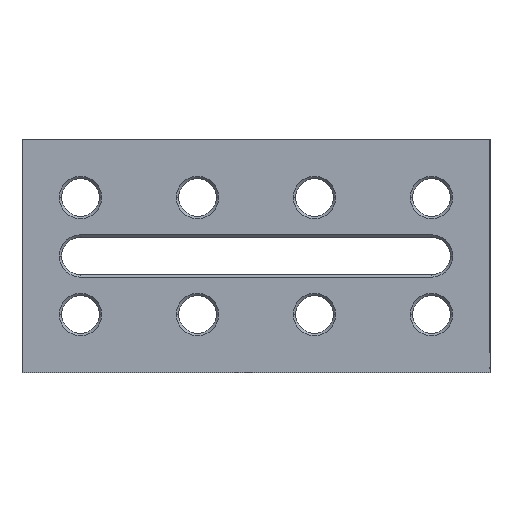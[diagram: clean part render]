
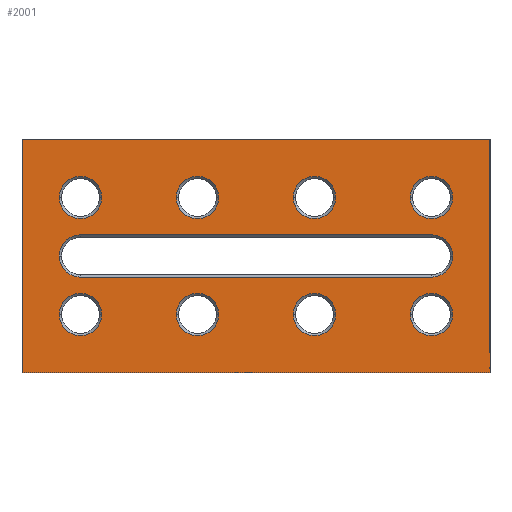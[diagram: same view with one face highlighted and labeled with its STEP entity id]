
A CAD part, left-side view. The second image highlights one B-rep face of the part: STEP entity #2001.
In plain terms, the highlighted planar face has unit normal (-1, 0, 0).
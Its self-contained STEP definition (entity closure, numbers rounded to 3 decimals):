
#2001=ADVANCED_FACE('',(#5581,#5582,#5583,#5584,#5585,#5586,#5587,#5588,#5589,#5590),#5591,.T.);
#5581=FACE_BOUND('',#11297,.T.);
#5582=FACE_BOUND('',#11298,.T.);
#5583=FACE_BOUND('',#11299,.T.);
#5584=FACE_BOUND('',#11300,.T.);
#5585=FACE_BOUND('',#11301,.T.);
#5586=FACE_BOUND('',#11302,.T.);
#5587=FACE_BOUND('',#11303,.T.);
#5588=FACE_BOUND('',#11304,.T.);
#5589=FACE_BOUND('',#11305,.T.);
#5590=FACE_OUTER_BOUND('',#11306,.T.);
#5591=PLANE('',#11307);
#11297=EDGE_LOOP('',(#17657,#17658));
#11298=EDGE_LOOP('',(#17659,#17660));
#11299=EDGE_LOOP('',(#17661,#17662));
#11300=EDGE_LOOP('',(#17663,#17664));
#11301=EDGE_LOOP('',(#17665,#17666));
#11302=EDGE_LOOP('',(#17667,#17668));
#11303=EDGE_LOOP('',(#17669,#17670));
#11304=EDGE_LOOP('',(#17671,#17672));
#11305=EDGE_LOOP('',(#17673,#17674,#17675,#17676,#17677,#17678));
#11306=EDGE_LOOP('',(#17679,#17680,#17681,#17682));
#11307=AXIS2_PLACEMENT_3D('',#17683,#17684,#17685);
#17657=ORIENTED_EDGE('',*,*,#32142,.T.);
#17658=ORIENTED_EDGE('',*,*,#32143,.T.);
#17659=ORIENTED_EDGE('',*,*,#32144,.T.);
#17660=ORIENTED_EDGE('',*,*,#32145,.T.);
#17661=ORIENTED_EDGE('',*,*,#32146,.T.);
#17662=ORIENTED_EDGE('',*,*,#31740,.T.);
#17663=ORIENTED_EDGE('',*,*,#32147,.T.);
#17664=ORIENTED_EDGE('',*,*,#32148,.T.);
#17665=ORIENTED_EDGE('',*,*,#32149,.T.);
#17666=ORIENTED_EDGE('',*,*,#32150,.T.);
#17667=ORIENTED_EDGE('',*,*,#31743,.T.);
#17668=ORIENTED_EDGE('',*,*,#32151,.T.);
#17669=ORIENTED_EDGE('',*,*,#32152,.T.);
#17670=ORIENTED_EDGE('',*,*,#32153,.T.);
#17671=ORIENTED_EDGE('',*,*,#32154,.T.);
#17672=ORIENTED_EDGE('',*,*,#32155,.T.);
#17673=ORIENTED_EDGE('',*,*,#32156,.T.);
#17674=ORIENTED_EDGE('',*,*,#32157,.T.);
#17675=ORIENTED_EDGE('',*,*,#32158,.T.);
#17676=ORIENTED_EDGE('',*,*,#32159,.T.);
#17677=ORIENTED_EDGE('',*,*,#32160,.T.);
#17678=ORIENTED_EDGE('',*,*,#32161,.T.);
#17679=ORIENTED_EDGE('',*,*,#32162,.T.);
#17680=ORIENTED_EDGE('',*,*,#32163,.F.);
#17681=ORIENTED_EDGE('',*,*,#32164,.T.);
#17682=ORIENTED_EDGE('',*,*,#32165,.F.);
#17683=CARTESIAN_POINT('',(-500.0,0.,0.0));
#17684=DIRECTION('',(-1.0,0.,0.0));
#17685=DIRECTION('',(0.0,0.0,1.0));
#31740=EDGE_CURVE('',#37651,#37655,#37657,.T.);
#31743=EDGE_CURVE('',#37662,#37660,#37663,.T.);
#32142=EDGE_CURVE('',#38359,#38360,#38361,.T.);
#32143=EDGE_CURVE('',#38360,#38359,#38362,.T.);
#32144=EDGE_CURVE('',#38363,#38364,#38365,.T.);
#32145=EDGE_CURVE('',#38364,#38363,#38366,.T.);
#32146=EDGE_CURVE('',#37655,#37651,#38367,.T.);
#32147=EDGE_CURVE('',#38368,#38369,#38370,.T.);
#32148=EDGE_CURVE('',#38369,#38368,#38371,.T.);
#32149=EDGE_CURVE('',#38372,#38373,#38374,.T.);
#32150=EDGE_CURVE('',#38373,#38372,#38375,.T.);
#32151=EDGE_CURVE('',#37660,#37662,#38376,.T.);
#32152=EDGE_CURVE('',#38377,#38378,#38379,.T.);
#32153=EDGE_CURVE('',#38378,#38377,#38380,.T.);
#32154=EDGE_CURVE('',#38381,#38382,#38383,.T.);
#32155=EDGE_CURVE('',#38382,#38381,#38384,.T.);
#32156=EDGE_CURVE('',#38385,#38386,#38387,.T.);
#32157=EDGE_CURVE('',#38386,#38388,#38389,.T.);
#32158=EDGE_CURVE('',#38388,#38390,#38391,.T.);
#32159=EDGE_CURVE('',#38390,#38392,#38393,.T.);
#32160=EDGE_CURVE('',#38392,#38394,#38395,.T.);
#32161=EDGE_CURVE('',#38394,#38385,#38396,.T.);
#32162=EDGE_CURVE('',#38397,#38398,#38399,.T.);
#32163=EDGE_CURVE('',#38400,#38398,#38401,.T.);
#32164=EDGE_CURVE('',#38400,#38402,#38403,.T.);
#32165=EDGE_CURVE('',#38397,#38402,#38404,.T.);
#37651=VERTEX_POINT('',#45768);
#37655=VERTEX_POINT('',#45773);
#37657=CIRCLE('',#45776,9.04);
#37660=VERTEX_POINT('',#45779);
#37662=VERTEX_POINT('',#45782);
#37663=CIRCLE('',#45783,9.04);
#38359=VERTEX_POINT('',#46638);
#38360=VERTEX_POINT('',#46639);
#38361=CIRCLE('',#46640,9.04);
#38362=CIRCLE('',#46641,9.04);
#38363=VERTEX_POINT('',#46642);
#38364=VERTEX_POINT('',#46643);
#38365=CIRCLE('',#46644,9.04);
#38366=CIRCLE('',#46645,9.04);
#38367=CIRCLE('',#46646,9.04);
#38368=VERTEX_POINT('',#46647);
#38369=VERTEX_POINT('',#46648);
#38370=CIRCLE('',#46649,9.04);
#38371=CIRCLE('',#46650,9.04);
#38372=VERTEX_POINT('',#46651);
#38373=VERTEX_POINT('',#46652);
#38374=CIRCLE('',#46653,9.04);
#38375=CIRCLE('',#46654,9.04);
#38376=CIRCLE('',#46655,9.04);
#38377=VERTEX_POINT('',#46656);
#38378=VERTEX_POINT('',#46657);
#38379=CIRCLE('',#46658,9.04);
#38380=CIRCLE('',#46659,9.04);
#38381=VERTEX_POINT('',#46660);
#38382=VERTEX_POINT('',#46661);
#38383=CIRCLE('',#46662,9.04);
#38384=CIRCLE('',#46663,9.04);
#38385=VERTEX_POINT('',#46664);
#38386=VERTEX_POINT('',#46665);
#38387=LINE('',#46666,#46667);
#38388=VERTEX_POINT('',#46668);
#38389=CIRCLE('',#46669,9.04);
#38390=VERTEX_POINT('',#46670);
#38391=CIRCLE('',#46671,9.04);
#38392=VERTEX_POINT('',#46672);
#38393=LINE('',#46673,#46674);
#38394=VERTEX_POINT('',#46675);
#38395=CIRCLE('',#46676,9.04);
#38396=CIRCLE('',#46677,9.04);
#38397=VERTEX_POINT('',#46678);
#38398=VERTEX_POINT('',#46679);
#38399=LINE('',#46680,#46681);
#38400=VERTEX_POINT('',#46682);
#38401=LINE('',#46683,#46684);
#38402=VERTEX_POINT('',#46685);
#38403=LINE('',#46686,#46687);
#38404=LINE('',#46688,#46689);
#45768=CARTESIAN_POINT('',(-500.0,65.96,-75.0));
#45773=CARTESIAN_POINT('',(-500.0,84.04,-75.0));
#45776=AXIS2_PLACEMENT_3D('',#55417,#55418,#55419);
#45779=CARTESIAN_POINT('',(-500.0,115.96,-25.0));
#45782=CARTESIAN_POINT('',(-500.0,134.04,-25.0));
#45783=AXIS2_PLACEMENT_3D('',#55421,#55422,#55423);
#46638=CARTESIAN_POINT('',(-500.0,184.04,-75.0));
#46639=CARTESIAN_POINT('',(-500.0,165.96,-75.0));
#46640=AXIS2_PLACEMENT_3D('',#56054,#56055,#56056);
#46641=AXIS2_PLACEMENT_3D('',#56057,#56058,#56059);
#46642=CARTESIAN_POINT('',(-500.0,134.04,-75.0));
#46643=CARTESIAN_POINT('',(-500.0,115.96,-75.0));
#46644=AXIS2_PLACEMENT_3D('',#56060,#56061,#56062);
#46645=AXIS2_PLACEMENT_3D('',#56063,#56064,#56065);
#46646=AXIS2_PLACEMENT_3D('',#56066,#56067,#56068);
#46647=CARTESIAN_POINT('',(-500.0,34.04,-75.0));
#46648=CARTESIAN_POINT('',(-500.0,15.96,-75.0));
#46649=AXIS2_PLACEMENT_3D('',#56069,#56070,#56071);
#46650=AXIS2_PLACEMENT_3D('',#56072,#56073,#56074);
#46651=CARTESIAN_POINT('',(-500.0,184.04,-25.0));
#46652=CARTESIAN_POINT('',(-500.0,165.96,-25.0));
#46653=AXIS2_PLACEMENT_3D('',#56075,#56076,#56077);
#46654=AXIS2_PLACEMENT_3D('',#56078,#56079,#56080);
#46655=AXIS2_PLACEMENT_3D('',#56081,#56082,#56083);
#46656=CARTESIAN_POINT('',(-500.0,84.04,-25.0));
#46657=CARTESIAN_POINT('',(-500.0,65.96,-25.0));
#46658=AXIS2_PLACEMENT_3D('',#56084,#56085,#56086);
#46659=AXIS2_PLACEMENT_3D('',#56087,#56088,#56089);
#46660=CARTESIAN_POINT('',(-500.0,34.04,-25.0));
#46661=CARTESIAN_POINT('',(-500.0,15.96,-25.0));
#46662=AXIS2_PLACEMENT_3D('',#56090,#56091,#56092);
#46663=AXIS2_PLACEMENT_3D('',#56093,#56094,#56095);
#46664=CARTESIAN_POINT('',(-500.0,25.,-59.04));
#46665=CARTESIAN_POINT('',(-500.0,175.0,-59.04));
#46666=CARTESIAN_POINT('',(-500.0,150.0,-59.04));
#46667=VECTOR('',#56096,1.0);
#46668=CARTESIAN_POINT('',(-500.0,184.04,-50.0));
#46669=AXIS2_PLACEMENT_3D('',#56097,#56098,#56099);
#46670=CARTESIAN_POINT('',(-500.0,175.0,-40.96));
#46671=AXIS2_PLACEMENT_3D('',#56100,#56101,#56102);
#46672=CARTESIAN_POINT('',(-500.0,25.,-40.96));
#46673=CARTESIAN_POINT('',(-500.0,150.0,-40.96));
#46674=VECTOR('',#56103,1.0);
#46675=CARTESIAN_POINT('',(-500.0,15.96,-50.0));
#46676=AXIS2_PLACEMENT_3D('',#56104,#56105,#56106);
#46677=AXIS2_PLACEMENT_3D('',#56107,#56108,#56109);
#46678=CARTESIAN_POINT('',(-500.0,0.,0.0));
#46679=CARTESIAN_POINT('',(-500.0,200.0,0.0));
#46680=CARTESIAN_POINT('',(-500.0,0.,0.0));
#46681=VECTOR('',#56110,1.0);
#46682=CARTESIAN_POINT('',(-500.0,200.0,-100.0));
#46683=CARTESIAN_POINT('',(-500.0,200.0,-12.0));
#46684=VECTOR('',#56111,1.0);
#46685=CARTESIAN_POINT('',(-500.0,0.,-100.0));
#46686=CARTESIAN_POINT('',(-500.0,200.0,-100.0));
#46687=VECTOR('',#56112,1.0);
#46688=CARTESIAN_POINT('',(-500.0,0.,-12.0));
#46689=VECTOR('',#56113,1.0);
#55417=CARTESIAN_POINT('',(-500.0,75.,-75.0));
#55418=DIRECTION('',(1.0,0.,0.0));
#55419=DIRECTION('',(0.,-1.0,0.0));
#55421=CARTESIAN_POINT('',(-500.0,125.0,-25.0));
#55422=DIRECTION('',(1.0,0.,0.0));
#55423=DIRECTION('',(0.,-1.0,0.0));
#56054=CARTESIAN_POINT('',(-500.0,175.0,-75.0));
#56055=DIRECTION('',(1.0,0.,0.0));
#56056=DIRECTION('',(0.,-1.0,0.0));
#56057=CARTESIAN_POINT('',(-500.0,175.0,-75.0));
#56058=DIRECTION('',(1.0,0.,0.0));
#56059=DIRECTION('',(0.,-1.0,0.0));
#56060=CARTESIAN_POINT('',(-500.0,125.0,-75.0));
#56061=DIRECTION('',(1.0,0.,0.0));
#56062=DIRECTION('',(0.,-1.0,0.0));
#56063=CARTESIAN_POINT('',(-500.0,125.0,-75.0));
#56064=DIRECTION('',(1.0,0.,0.0));
#56065=DIRECTION('',(0.,-1.0,0.0));
#56066=CARTESIAN_POINT('',(-500.0,75.,-75.0));
#56067=DIRECTION('',(1.0,0.,0.0));
#56068=DIRECTION('',(0.,-1.0,0.0));
#56069=CARTESIAN_POINT('',(-500.0,25.,-75.0));
#56070=DIRECTION('',(1.0,0.,0.0));
#56071=DIRECTION('',(0.,-1.0,0.0));
#56072=CARTESIAN_POINT('',(-500.0,25.,-75.0));
#56073=DIRECTION('',(1.0,0.,0.0));
#56074=DIRECTION('',(0.,-1.0,0.0));
#56075=CARTESIAN_POINT('',(-500.0,175.0,-25.0));
#56076=DIRECTION('',(1.0,0.,0.0));
#56077=DIRECTION('',(0.,-1.0,0.0));
#56078=CARTESIAN_POINT('',(-500.0,175.0,-25.0));
#56079=DIRECTION('',(1.0,0.,0.0));
#56080=DIRECTION('',(0.,-1.0,0.0));
#56081=CARTESIAN_POINT('',(-500.0,125.0,-25.0));
#56082=DIRECTION('',(1.0,0.,0.0));
#56083=DIRECTION('',(0.,-1.0,0.0));
#56084=CARTESIAN_POINT('',(-500.0,75.,-25.0));
#56085=DIRECTION('',(1.0,0.,0.0));
#56086=DIRECTION('',(0.,-1.0,0.0));
#56087=CARTESIAN_POINT('',(-500.0,75.,-25.0));
#56088=DIRECTION('',(1.0,0.,0.0));
#56089=DIRECTION('',(0.,-1.0,0.0));
#56090=CARTESIAN_POINT('',(-500.0,25.,-25.0));
#56091=DIRECTION('',(1.0,0.,0.0));
#56092=DIRECTION('',(0.,-1.0,0.0));
#56093=CARTESIAN_POINT('',(-500.0,25.,-25.0));
#56094=DIRECTION('',(1.0,0.,0.0));
#56095=DIRECTION('',(0.,-1.0,0.0));
#56096=DIRECTION('',(0.,1.0,0.));
#56097=CARTESIAN_POINT('',(-500.0,175.0,-50.0));
#56098=DIRECTION('',(1.0,0.,0.0));
#56099=DIRECTION('',(0.,1.0,0.0));
#56100=CARTESIAN_POINT('',(-500.0,175.0,-50.0));
#56101=DIRECTION('',(1.0,0.,0.0));
#56102=DIRECTION('',(0.,1.0,0.0));
#56103=DIRECTION('',(0.,-1.0,0.));
#56104=CARTESIAN_POINT('',(-500.0,25.,-50.0));
#56105=DIRECTION('',(1.0,0.,0.0));
#56106=DIRECTION('',(0.,-1.0,0.0));
#56107=CARTESIAN_POINT('',(-500.0,25.,-50.0));
#56108=DIRECTION('',(1.0,0.,0.0));
#56109=DIRECTION('',(0.,-1.0,0.0));
#56110=DIRECTION('',(0.,1.0,0.0));
#56111=DIRECTION('',(0.0,0.0,1.0));
#56112=DIRECTION('',(0.,-1.0,0.0));
#56113=DIRECTION('',(0.0,0.0,-1.0));
